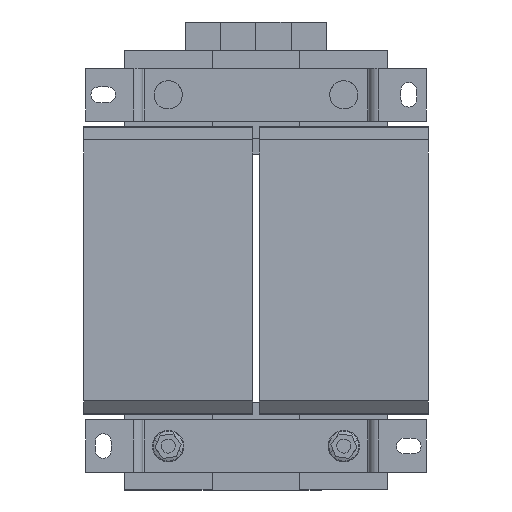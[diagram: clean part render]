
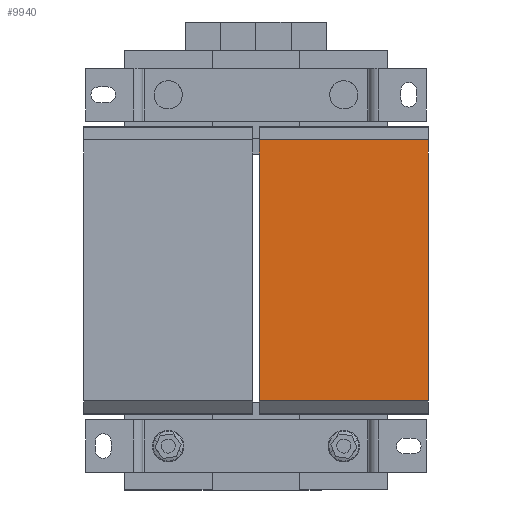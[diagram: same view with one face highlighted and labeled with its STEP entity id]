
A CAD part, front view. The second image highlights one B-rep face of the part: STEP entity #9940.
In plain terms, the highlighted planar face has unit normal (0, -1, 0).
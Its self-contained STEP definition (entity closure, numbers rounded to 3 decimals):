
#105 = VECTOR ( 'NONE', #7910, 1000. ) ;
#761 = CARTESIAN_POINT ( 'NONE',  ( 98.15, -53., 74.3 ) ) ;
#806 = VERTEX_POINT ( 'NONE', #9585 ) ;
#2004 = PLANE ( 'NONE',  #12413 ) ;
#2210 = LINE ( 'NONE', #3228, #2602 ) ;
#2602 = VECTOR ( 'NONE', #7101, 1000. ) ;
#2940 = EDGE_CURVE ( 'Defeature ausgef�hrt1_3+Defeature ausgef�hrt1_30+Defeature ausgef�hrt1_28+Defeature ausgef�hrt1_4', #8869, #3639, #7311, .T. ) ;
#3228 = CARTESIAN_POINT ( 'NONE',  ( 1.85, -53., 74.3 ) ) ;
#3406 = EDGE_CURVE ( 'Defeature ausgef�hrt1_29+Defeature ausgef�hrt1_3+Defeature ausgef�hrt1_28+Defeature ausgef�hrt1_4', #806, #11767, #4657, .T. ) ;
#3639 = VERTEX_POINT ( 'NONE', #761 ) ;
#4657 = LINE ( 'NONE', #14374, #11477 ) ;
#5856 = LINE ( 'NONE', #8077, #105 ) ;
#6365 = EDGE_LOOP ( 'NONE', ( #11929, #9592, #13166, #13963 ) ) ;
#7101 = DIRECTION ( 'NONE',  ( 1., 0., 0. ) ) ;
#7311 = LINE ( 'NONE', #12166, #15068 ) ;
#7532 = CARTESIAN_POINT ( 'NONE',  ( 1.85, -53., 74.3 ) ) ;
#7543 = CARTESIAN_POINT ( 'NONE',  ( 98.15, -53., -74.3 ) ) ;
#7730 = DIRECTION ( 'NONE',  ( 1., 0., 0. ) ) ;
#7905 = EDGE_CURVE ( 'Defeature ausgef�hrt1_3+Defeature ausgef�hrt1_28+Defeature ausgef�hrt1_29+Defeature ausgef�hrt1_30', #806, #8869, #5856, .T. ) ;
#7910 = DIRECTION ( 'NONE',  ( 1., 0., 0. ) ) ;
#8077 = CARTESIAN_POINT ( 'NONE',  ( 1.85, -53., -74.3 ) ) ;
#8327 = DIRECTION ( 'NONE',  ( 0., 0., 1. ) ) ;
#8869 = VERTEX_POINT ( 'NONE', #7543 ) ;
#9585 = CARTESIAN_POINT ( 'NONE',  ( 1.85, -53., -74.3 ) ) ;
#9592 = ORIENTED_EDGE ( 'NONE', *, *, #12598, .F. ) ;
#9940 = ADVANCED_FACE ( 'Defeature ausgef�hrt1_3', ( #16311 ), #2004, .F. ) ;
#10596 = DIRECTION ( 'NONE',  ( 0., 0., 1. ) ) ;
#10973 = CARTESIAN_POINT ( 'NONE',  ( 1.85, -53., 73. ) ) ;
#11477 = VECTOR ( 'NONE', #10596, 1000. ) ;
#11767 = VERTEX_POINT ( 'NONE', #7532 ) ;
#11929 = ORIENTED_EDGE ( 'NONE', *, *, #2940, .T. ) ;
#12166 = CARTESIAN_POINT ( 'NONE',  ( 98.15, -53., 73. ) ) ;
#12413 = AXIS2_PLACEMENT_3D ( 'NONE', #10973, #13539, #7730 ) ;
#12598 = EDGE_CURVE ( 'Defeature ausgef�hrt1_4+Defeature ausgef�hrt1_3+Defeature ausgef�hrt1_29+Defeature ausgef�hrt1_30', #11767, #3639, #2210, .T. ) ;
#13166 = ORIENTED_EDGE ( 'NONE', *, *, #3406, .F. ) ;
#13539 = DIRECTION ( 'NONE',  ( 0., 1., 0. ) ) ;
#13963 = ORIENTED_EDGE ( 'NONE', *, *, #7905, .T. ) ;
#14374 = CARTESIAN_POINT ( 'NONE',  ( 1.85, -53., -74.3 ) ) ;
#15068 = VECTOR ( 'NONE', #8327, 1000. ) ;
#16311 = FACE_OUTER_BOUND ( 'NONE', #6365, .T. ) ;
